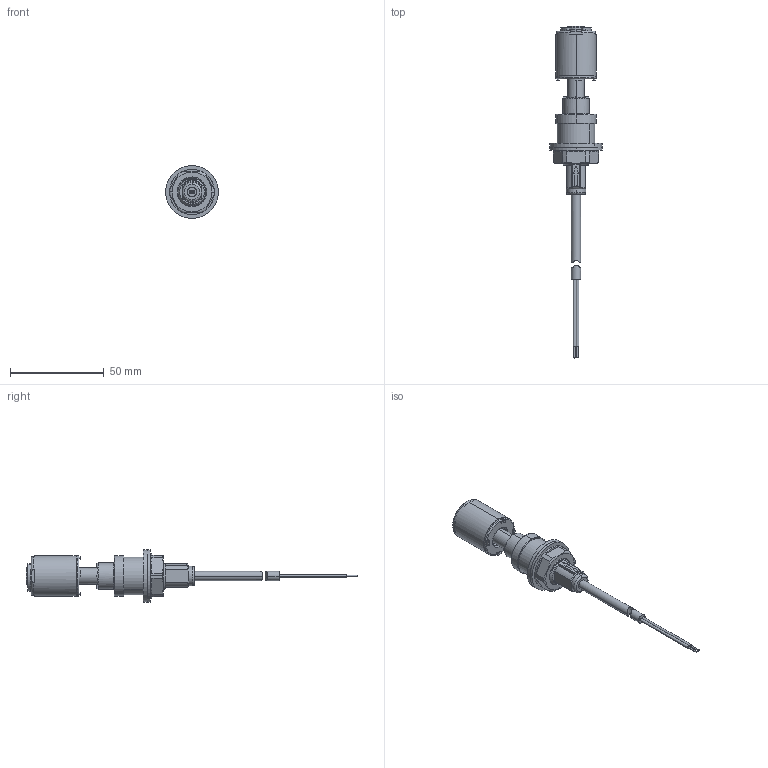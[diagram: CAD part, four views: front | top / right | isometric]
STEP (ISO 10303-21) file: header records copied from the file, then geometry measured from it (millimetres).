
FILE_DESCRIPTION (( 'STEP AP214' ), '1' );
FILE_NAME ('LE13.STEP', '2022-06-16T07:11:53', ( '' ), ( '' ), 'SwSTEP 2.0', 'SolidWorks 2022', '' );
FILE_SCHEMA (( 'AUTOMOTIVE_DESIGN' ));
Length unit declared in the file: millimetre
Products named in the file (11): LE13; Cavo 1PDA; 1L16 00 04 PP30_Corpo Galleggiante_rev4_PIENO; 1LE01000PP30; DADO M16 alto; 1VRA28160000; 1L16 00 05 PP30_Coperchio Galleggiante_rev3; 1L130004xxxx; 1VAN16081000; 1STA 01 00 0000; 2G1601LTPP30
Assembly tree (10 placements, depth 3):
  LE13
    1LE01000PP30
    1L130004xxxx
    2G1601LTPP30
      1L16 00 04 PP30_Corpo Galleggiante_rev4_PIENO
      1L16 00 05 PP30_Coperchio Galleggiante_rev3
    1VRA28160000
    DADO M16 alto
    1VAN16081000
    1STA 01 00 0000
    Cavo 1PDA
Bounding box: 28 x 176.6 x 28 mm (x, y, z)
Volume: 20541.5 mm3; surface area: 17449.4 mm2
Topology: 10 solids, 10 shells, 331 faces, 801 edges, 514 vertices
Faces by surface type: cylinder 154, plane 113, torus 30, cone 27, bspline 7
Entity records: 13088 total; most frequent: CARTESIAN_POINT 4766, DIRECTION 1696, ORIENTED_EDGE 1598, EDGE_CURVE 799, AXIS2_PLACEMENT_3D 697, VERTEX_POINT 514, EDGE_LOOP 369, CIRCLE 359
